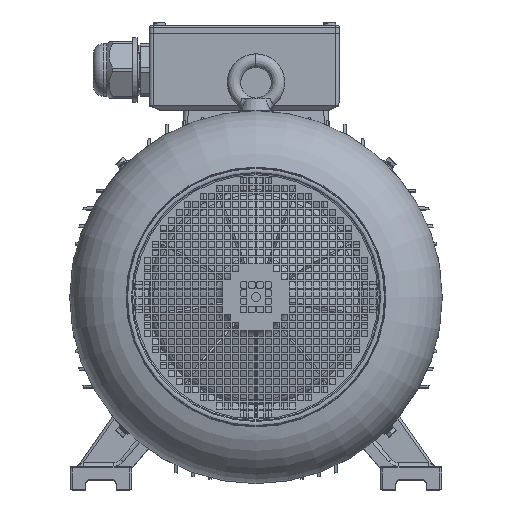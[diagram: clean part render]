
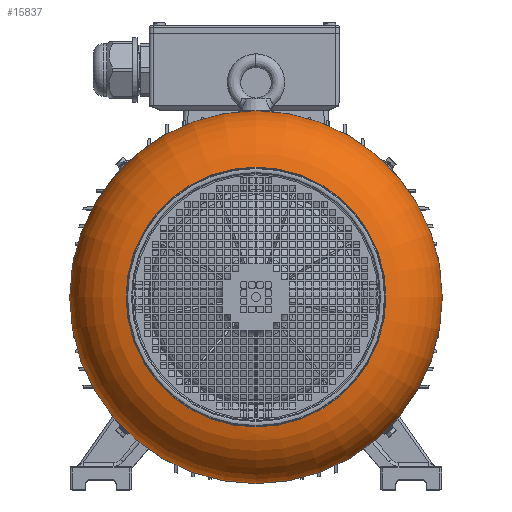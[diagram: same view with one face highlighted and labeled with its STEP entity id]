
A CAD part, top view. The second image highlights one B-rep face of the part: STEP entity #15837.
In plain terms, the highlighted toroidal (fillet/blend) face has major radius 155.5 mm and minor radius 87 mm.
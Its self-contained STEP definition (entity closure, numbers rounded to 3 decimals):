
#8533=TOROIDAL_SURFACE('',#111341,155.5,87.);
#10358=FACE_BOUND('',#28468,.T.);
#10359=FACE_BOUND('',#28469,.T.);
#15837=ADVANCED_FACE('',(#10358,#10359),#8533,.T.);
#28468=EDGE_LOOP('',(#64772));
#28469=EDGE_LOOP('',(#64773));
#64772=ORIENTED_EDGE('',*,*,#100375,.F.);
#64773=ORIENTED_EDGE('',*,*,#100358,.T.);
#89757=VERTEX_POINT('',#168711);
#89774=VERTEX_POINT('',#168818);
#100358=EDGE_CURVE('',#89757,#89757,#107741,.T.);
#100375=EDGE_CURVE('',#89774,#89774,#107750,.T.);
#107741=CIRCLE('',#111330,242.5);
#107750=CIRCLE('',#111340,169.104);
#111330=AXIS2_PLACEMENT_3D('',#168710,#127608,#127609);
#111340=AXIS2_PLACEMENT_3D('',#168817,#127628,#127629);
#111341=AXIS2_PLACEMENT_3D('',#168819,#127630,#127631);
#127608=DIRECTION('',(0.,0.,1.));
#127609=DIRECTION('',(0.,-1.,0.));
#127628=DIRECTION('',(0.,0.,1.));
#127629=DIRECTION('',(0.,-1.,0.));
#127630=DIRECTION('',(0.,0.,1.));
#127631=DIRECTION('',(0.,-1.,0.));
#168710=CARTESIAN_POINT('',(-129.172,-38.734,335.5));
#168711=CARTESIAN_POINT('',(-129.172,-281.234,335.5));
#168817=CARTESIAN_POINT('',(-129.172,-38.734,421.43));
#168818=CARTESIAN_POINT('',(-129.172,-207.839,421.43));
#168819=CARTESIAN_POINT('',(-129.172,-38.734,335.5));
